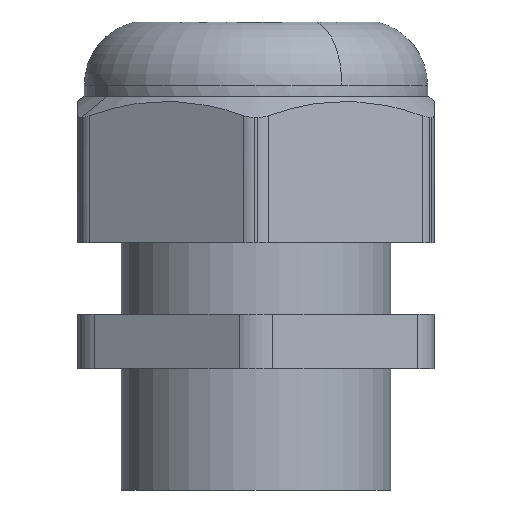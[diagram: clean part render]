
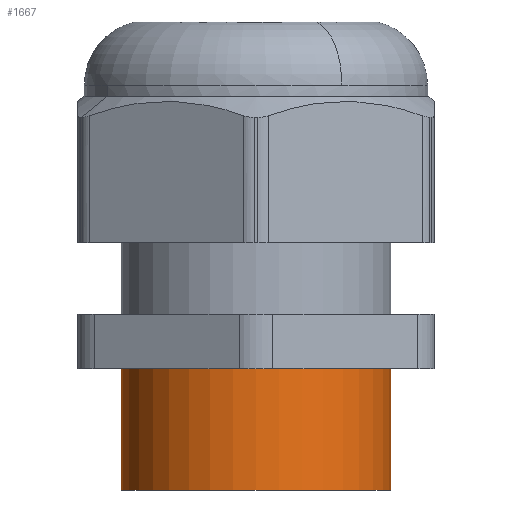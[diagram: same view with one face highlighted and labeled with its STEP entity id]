
A CAD part, front view. The second image highlights one B-rep face of the part: STEP entity #1667.
In plain terms, the highlighted cylindrical face has radius 20 mm (diameter 40 mm), a partial arc.
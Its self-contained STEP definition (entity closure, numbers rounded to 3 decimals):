
#1631=AXIS2_PLACEMENT_3D('Cylinder Axis2P3D',#1628,#1629,#1630) ;
#1644=AXIS2_PLACEMENT_3D('Circle Axis2P3D',#1642,#1643,$) ;
#1658=AXIS2_PLACEMENT_3D('Circle Axis2P3D',#1656,#1657,$) ;
#1628=CARTESIAN_POINT('Axis2P3D Location',(26.5,29.964,30.83)) ;
#1633=CARTESIAN_POINT('Line Origine',(6.5,29.964,30.83)) ;
#1637=CARTESIAN_POINT('Vertex',(6.5,29.964,0.)) ;
#1639=CARTESIAN_POINT('Vertex',(6.5,29.964,18.)) ;
#1642=CARTESIAN_POINT('Axis2P3D Location',(26.5,29.964,0.)) ;
#1646=CARTESIAN_POINT('Vertex',(46.5,29.964,0.)) ;
#1649=CARTESIAN_POINT('Line Origine',(46.5,29.964,30.83)) ;
#1653=CARTESIAN_POINT('Vertex',(46.5,29.964,18.)) ;
#1656=CARTESIAN_POINT('Axis2P3D Location',(26.5,29.964,18.)) ;
#1629=DIRECTION('Axis2P3D Direction',(0.,0.,-1.)) ;
#1630=DIRECTION('Axis2P3D XDirection',(1.,0.,0.)) ;
#1634=DIRECTION('Vector Direction',(0.,0.,-1.)) ;
#1643=DIRECTION('Axis2P3D Direction',(0.,0.,-1.)) ;
#1650=DIRECTION('Vector Direction',(0.,0.,-1.)) ;
#1657=DIRECTION('Axis2P3D Direction',(0.,0.,-1.)) ;
#1635=VECTOR('Line Direction',#1634,1.) ;
#1651=VECTOR('Line Direction',#1650,1.) ;
#1662=ORIENTED_EDGE('',*,*,#1641,.F.) ;
#1663=ORIENTED_EDGE('',*,*,#1648,.F.) ;
#1664=ORIENTED_EDGE('',*,*,#1655,.T.) ;
#1665=ORIENTED_EDGE('',*,*,#1660,.T.) ;
#1667=ADVANCED_FACE('VG_M40_UT\\Hauptk\X2\00F6\X0\rper',(#1666),#1632,.T.) ;
#1645=CIRCLE('generated circle',#1644,20.) ;
#1659=CIRCLE('generated circle',#1658,20.) ;
#1632=CYLINDRICAL_SURFACE('generated cylinder',#1631,20.) ;
#1641=EDGE_CURVE('',#1638,#1640,#1636,.F.) ;
#1648=EDGE_CURVE('',#1647,#1638,#1645,.T.) ;
#1655=EDGE_CURVE('',#1647,#1654,#1652,.F.) ;
#1660=EDGE_CURVE('',#1654,#1640,#1659,.T.) ;
#1661=EDGE_LOOP('',(#1662,#1663,#1664,#1665)) ;
#1666=FACE_OUTER_BOUND('',#1661,.T.) ;
#1636=LINE('Line',#1633,#1635) ;
#1652=LINE('Line',#1649,#1651) ;
#1638=VERTEX_POINT('',#1637) ;
#1640=VERTEX_POINT('',#1639) ;
#1647=VERTEX_POINT('',#1646) ;
#1654=VERTEX_POINT('',#1653) ;
